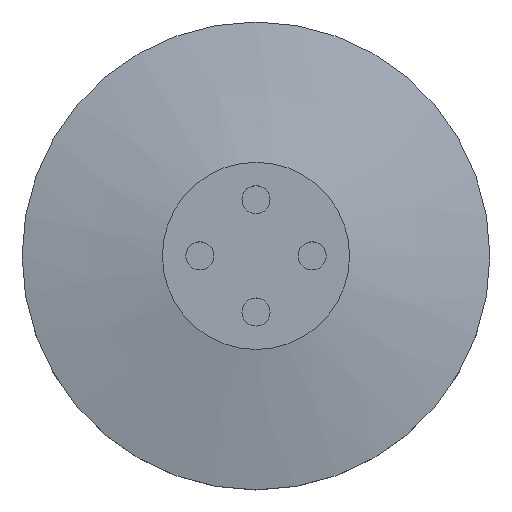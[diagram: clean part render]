
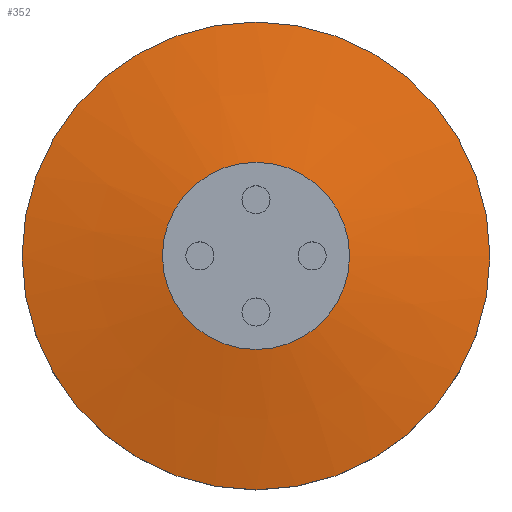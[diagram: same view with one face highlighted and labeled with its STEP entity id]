
A CAD part, top view. The second image highlights one B-rep face of the part: STEP entity #352.
In plain terms, the highlighted conical face has half-angle 78.69 degrees and reference radius 17.5 mm.
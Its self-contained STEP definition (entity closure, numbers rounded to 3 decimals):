
#15=CONICAL_SURFACE('',#409,17.5,1.373);
#25=LINE('',#625,#41);
#41=VECTOR('',#508,17.5);
#77=FACE_OUTER_BOUND('',#100,.T.);
#100=EDGE_LOOP('',(#290,#291,#292,#293));
#144=CIRCLE('',#410,10.);
#145=CIRCLE('',#411,25.);
#175=VERTEX_POINT('',#622);
#176=VERTEX_POINT('',#624);
#217=EDGE_CURVE('',#175,#175,#144,.T.);
#218=EDGE_CURVE('',#175,#176,#25,.T.);
#219=EDGE_CURVE('',#176,#176,#145,.T.);
#290=ORIENTED_EDGE('',*,*,#217,.T.);
#291=ORIENTED_EDGE('',*,*,#218,.T.);
#292=ORIENTED_EDGE('',*,*,#219,.T.);
#293=ORIENTED_EDGE('',*,*,#218,.F.);
#352=ADVANCED_FACE('',(#77),#15,.T.);
#409=AXIS2_PLACEMENT_3D('',#621,#504,#505);
#410=AXIS2_PLACEMENT_3D('',#623,#506,#507);
#411=AXIS2_PLACEMENT_3D('',#626,#509,#510);
#504=DIRECTION('center_axis',(0.,0.,-1.));
#505=DIRECTION('ref_axis',(-1.,0.,0.));
#506=DIRECTION('center_axis',(0.,0.,-1.));
#507=DIRECTION('ref_axis',(-1.,0.,0.));
#508=DIRECTION('',(0.981,0.,-0.196));
#509=DIRECTION('center_axis',(0.,0.,1.));
#510=DIRECTION('ref_axis',(-1.,0.,0.));
#621=CARTESIAN_POINT('Origin',(-282.533,180.,16.816));
#622=CARTESIAN_POINT('',(-272.533,180.,18.316));
#623=CARTESIAN_POINT('Origin',(-282.533,180.,18.316));
#624=CARTESIAN_POINT('',(-257.533,180.,15.316));
#625=CARTESIAN_POINT('',(-265.033,180.,16.816));
#626=CARTESIAN_POINT('Origin',(-282.533,180.,15.316));
